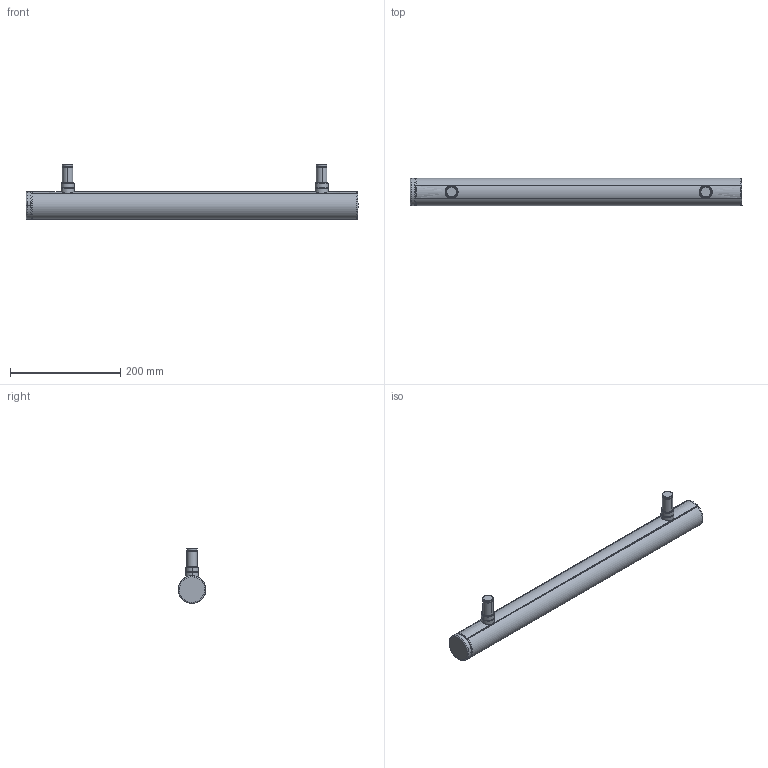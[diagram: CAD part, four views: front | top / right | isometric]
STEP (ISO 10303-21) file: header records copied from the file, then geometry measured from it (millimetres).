
FILE_DESCRIPTION(/* description */ (''),/* implementation_level */ '2;1');
FILE_NAME(/* name */ 'AoL-System-Linear-600-Terminal',/* time_stamp */ '2019-09-25T17:05:34+02:00',/* author */ (''),/* organization */ (''),/* preprocessor_version */ 'ST-DEVELOPER v15',/* originating_system */ '',/* authorisation */ '');
FILE_SCHEMA (('AUTOMOTIVE_DESIGN'));
Length unit declared in the file: millimetre
Products named in the file (1): Document
Bounding box: 601.56 x 50.05 x 99.34 mm (x, y, z)
Volume: 328344.4 mm3; surface area: 224511.6 mm2
Topology: 3 solids, 3 shells, 105 faces, 231 edges, 139 vertices
Faces by surface type: bspline 86, plane 19
Entity records: 4116 total; most frequent: CARTESIAN_POINT 2811, ORIENTED_EDGE 462, EDGE_CURVE 231, VERTEX_POINT 139, EDGE_LOOP 114, ADVANCED_FACE 105, FACE_OUTER_BOUND 105, B_SPLINE_CURVE_WITH_KNOTS 48
